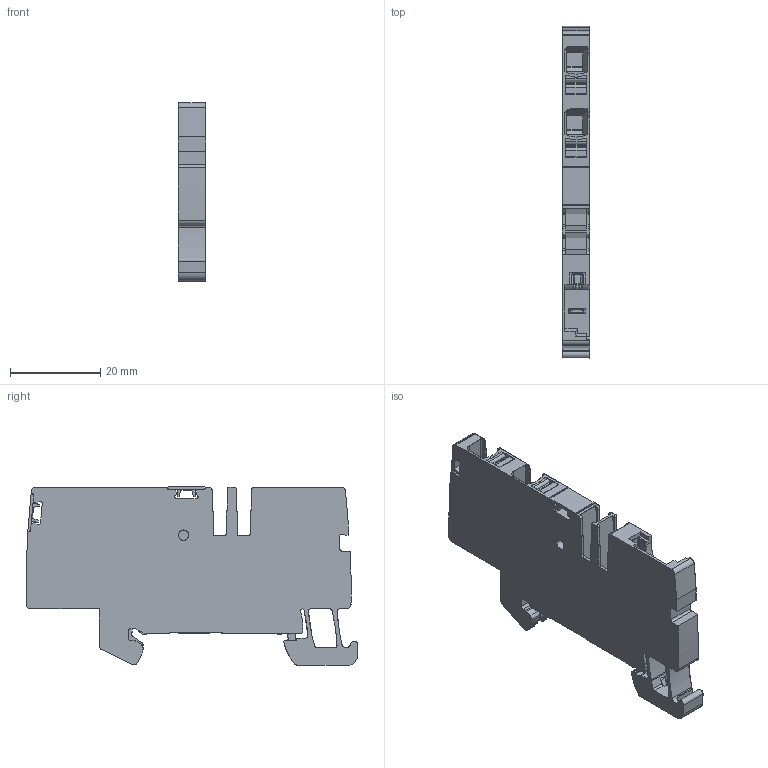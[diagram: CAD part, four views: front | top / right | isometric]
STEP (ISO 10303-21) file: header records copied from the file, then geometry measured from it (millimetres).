
FILE_DESCRIPTION(('CATIA V5R22 STEP214','CAx-IF Rec.Pracs.--- Model Styling and Organization---1.4--- 2014-01-23'),'2;1');
FILE_NAME ('1135692-2_1', '2019-07-10T05:23:19+00:00', ('Weidmueller Interface'), ('Weidmueller'), 'CATIA Version 5-6 Release 2016 SP3 HF44', 'CATIA V5 STEP AP214', 'none');
FILE_SCHEMA(('AUTOMOTIVE_DESIGN { 1 0 10303 214 1 1 1 1 }'));
Length unit declared in the file: millimetre
Products named in the file (1): 2676010000_APGTB_4_PE_3C-1_DL
Bounding box: 6.1 x 73.39 x 39.45 mm (x, y, z)
Volume: 11330.4 mm3; surface area: 13227.4 mm2
Topology: 8 solids, 8 shells, 1070 faces, 3168 edges, 2106 vertices
Faces by surface type: plane 550, cylinder 488, cone 13, torus 12, bspline 7
Entity records: 36251 total; most frequent: CARTESIAN_POINT 9313, ORIENTED_EDGE 6322, DIRECTION 4313, EDGE_CURVE 3161, VERTEX_POINT 2106, VECTOR 2097, LINE 2097, AXIS2_PLACEMENT_3D 1534
